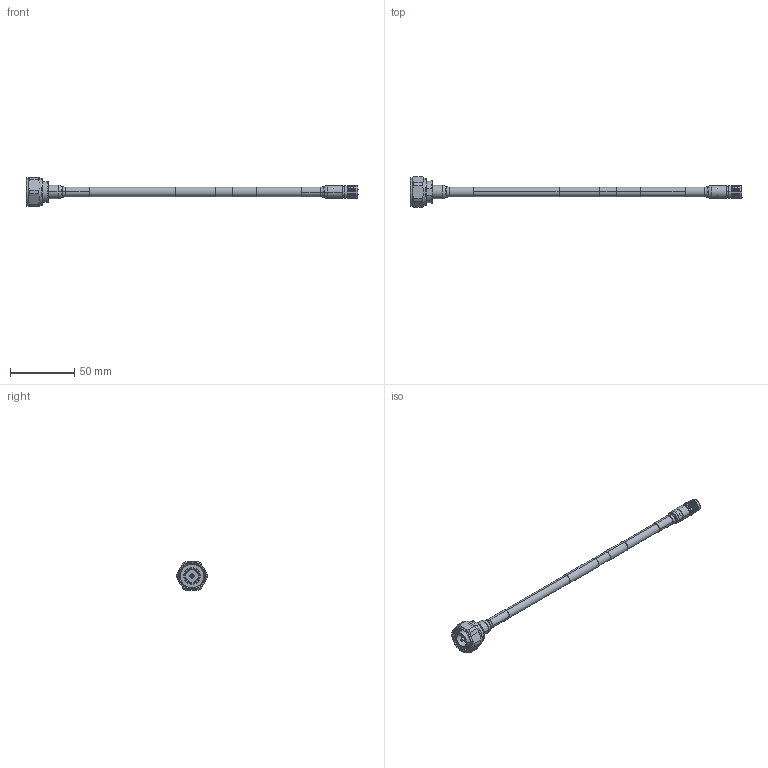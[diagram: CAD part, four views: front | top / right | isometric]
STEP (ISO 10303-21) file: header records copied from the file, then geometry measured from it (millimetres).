
FILE_DESCRIPTION (( 'STEP AP214' ), '1' );
FILE_NAME ('FMCA1795_3D.step', '2025-07-24T19:31:50', ( '' ), ( '' ), 'SwSTEP 2.0', 'SolidWorks 2022', '' );
FILE_SCHEMA (( 'AUTOMOTIVE_DESIGN' ));
Length unit declared in the file: inch
Products named in the file (6): FMCN1433; FMCN1445; FMCA1795_3D; Coax Cable^FMCA1795_LABEL+PE PIM; Heat Shrink^FMCA1795; Heat Shrink^FMCA1795_Config 1
Assembly tree (5 placements, depth 2):
  FMCA1795_3D
    Coax Cable^FMCA1795_LABEL+PE PIM
    FMCN1433
    FMCN1445
    Heat Shrink^FMCA1795_Config 1
    Heat Shrink^FMCA1795
Bounding box: 258.04 x 23.98 x 22 mm (x, y, z)
Volume: 14856.6 mm3; surface area: 15169.5 mm2
Topology: 10 solids, 11 shells, 480 faces, 1152 edges, 724 vertices
Faces by surface type: cylinder 216, cone 134, plane 95, bspline 19, torus 16
Entity records: 16513 total; most frequent: CARTESIAN_POINT 4844, DIRECTION 2481, ORIENTED_EDGE 2300, EDGE_CURVE 1150, AXIS2_PLACEMENT_3D 1024, VERTEX_POINT 724, CIRCLE 555, EDGE_LOOP 532
